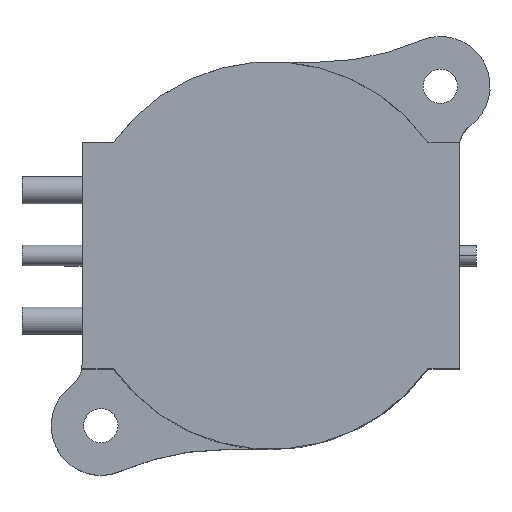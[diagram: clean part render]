
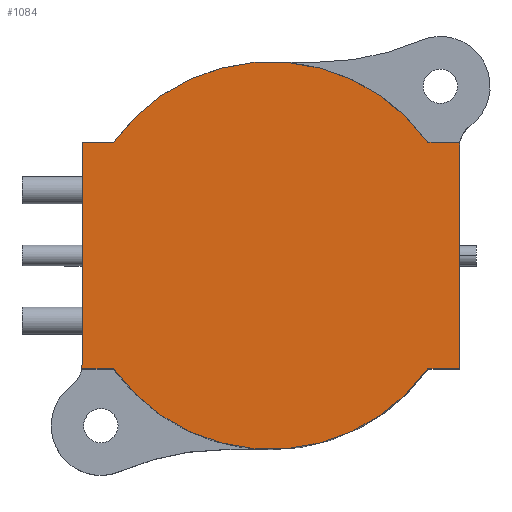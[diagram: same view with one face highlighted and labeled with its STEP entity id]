
A CAD part, top view. The second image highlights one B-rep face of the part: STEP entity #1084.
In plain terms, the highlighted planar face has unit normal (0, 0, 1).
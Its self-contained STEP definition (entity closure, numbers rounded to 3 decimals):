
#165=CARTESIAN_POINT('',(0.,0.,18.8));
#166=DIRECTION('',(0.,0.,1.));
#167=DIRECTION('',(-0.812,-0.584,0.));
#168=AXIS2_PLACEMENT_3D('',#165,#166,#167);
#170=DIRECTION('',(-1.,0.,0.));
#171=VECTOR('',#170,1.849);
#172=CARTESIAN_POINT('',(11.021,6.6,18.8));
#173=LINE('',#172,#171);
#174=CARTESIAN_POINT('',(12.5,6.35,18.8));
#175=DIRECTION('',(0.,0.,-1.));
#176=DIRECTION('',(-1.,0.,0.));
#177=AXIS2_PLACEMENT_3D('',#174,#175,#176);
#179=DIRECTION('',(0.,1.,0.));
#180=VECTOR('',#179,12.95);
#181=CARTESIAN_POINT('',(11.,-6.6,18.8));
#182=LINE('',#181,#180);
#183=DIRECTION('',(1.,0.,0.));
#184=VECTOR('',#183,1.828);
#185=CARTESIAN_POINT('',(9.172,-6.6,18.8));
#186=LINE('',#185,#184);
#187=DIRECTION('',(1.,0.,0.));
#188=VECTOR('',#187,1.849);
#189=CARTESIAN_POINT('',(-11.021,-6.6,18.8));
#190=LINE('',#189,#188);
#191=CARTESIAN_POINT('',(-12.5,-6.35,18.8));
#192=DIRECTION('',(0.,0.,-1.));
#193=DIRECTION('',(1.,0.,0.));
#194=AXIS2_PLACEMENT_3D('',#191,#192,#193);
#196=DIRECTION('',(0.,-1.,0.));
#197=VECTOR('',#196,12.95);
#198=CARTESIAN_POINT('',(-11.,6.6,18.8));
#199=LINE('',#198,#197);
#200=DIRECTION('',(-1.,0.,0.));
#201=VECTOR('',#200,1.828);
#202=CARTESIAN_POINT('',(-9.172,6.6,18.8));
#203=LINE('',#202,#201);
#212=CARTESIAN_POINT('',(0.,0.,18.8));
#213=DIRECTION('',(0.,0.,1.));
#214=DIRECTION('',(0.812,0.584,0.));
#215=AXIS2_PLACEMENT_3D('',#212,#213,#214);
#678=CARTESIAN_POINT('',(-11.,6.6,18.8));
#679=CARTESIAN_POINT('',(-11.,-6.35,18.8));
#680=VERTEX_POINT('',#678);
#681=VERTEX_POINT('',#679);
#682=CARTESIAN_POINT('',(11.,-6.6,18.8));
#683=CARTESIAN_POINT('',(11.,6.35,18.8));
#684=VERTEX_POINT('',#682);
#685=VERTEX_POINT('',#683);
#774=CARTESIAN_POINT('',(-9.172,6.6,18.8));
#775=VERTEX_POINT('',#774);
#782=CARTESIAN_POINT('',(9.172,-6.6,18.8));
#783=VERTEX_POINT('',#782);
#818=CARTESIAN_POINT('',(11.021,6.6,18.8));
#819=CARTESIAN_POINT('',(9.172,6.6,18.8));
#820=VERTEX_POINT('',#818);
#821=VERTEX_POINT('',#819);
#822=CARTESIAN_POINT('',(-11.021,-6.6,18.8));
#823=CARTESIAN_POINT('',(-9.172,-6.6,18.8));
#824=VERTEX_POINT('',#822);
#825=VERTEX_POINT('',#823);
#1059=CARTESIAN_POINT('',(0.,0.,18.8));
#1060=DIRECTION('',(0.,0.,1.));
#1061=DIRECTION('',(1.,0.,0.));
#1062=AXIS2_PLACEMENT_3D('',#1059,#1060,#1061);
#1063=PLANE('',#1062);
#1065=ORIENTED_EDGE('',*,*,#1064,.F.);
#1067=ORIENTED_EDGE('',*,*,#1066,.F.);
#1069=ORIENTED_EDGE('',*,*,#1068,.F.);
#1071=ORIENTED_EDGE('',*,*,#1070,.F.);
#1072=ORIENTED_EDGE('',*,*,#1037,.F.);
#1073=ORIENTED_EDGE('',*,*,#1050,.F.);
#1075=ORIENTED_EDGE('',*,*,#1074,.F.);
#1077=ORIENTED_EDGE('',*,*,#1076,.F.);
#1079=ORIENTED_EDGE('',*,*,#1078,.F.);
#1081=ORIENTED_EDGE('',*,*,#1080,.F.);
#1082=EDGE_LOOP('',(#1065,#1067,#1069,#1071,#1072,#1073,#1075,#1077,#1079,
#1081));
#1083=FACE_OUTER_BOUND('',#1082,.F.);
#1084=ADVANCED_FACE('',(#1083),#1063,.T.);
#169=CIRCLE('',#168,11.3);
#178=CIRCLE('',#177,1.5);
#195=CIRCLE('',#194,1.5);
#216=CIRCLE('',#215,11.3);
#1037=EDGE_CURVE('',#825,#783,#169,.T.);
#1050=EDGE_CURVE('',#824,#825,#190,.T.);
#1064=EDGE_CURVE('',#820,#821,#173,.T.);
#1066=EDGE_CURVE('',#685,#820,#178,.T.);
#1068=EDGE_CURVE('',#684,#685,#182,.T.);
#1070=EDGE_CURVE('',#783,#684,#186,.T.);
#1074=EDGE_CURVE('',#681,#824,#195,.T.);
#1076=EDGE_CURVE('',#680,#681,#199,.T.);
#1078=EDGE_CURVE('',#775,#680,#203,.T.);
#1080=EDGE_CURVE('',#821,#775,#216,.T.);
